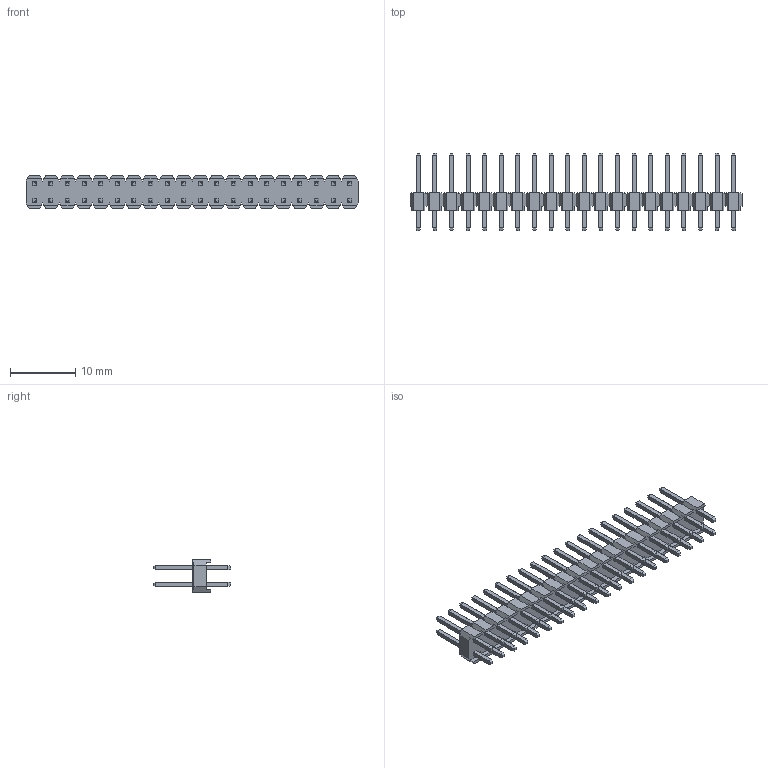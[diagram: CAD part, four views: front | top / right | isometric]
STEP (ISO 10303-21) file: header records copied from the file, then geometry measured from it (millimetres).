
FILE_DESCRIPTION (( 'STEP AP214' ), '1' );
FILE_NAME ('PLD-40.STEP', '2011-05-17T11:10:50', ( 'vpeshkov' ), ( 'licard' ), 'SwSTEP 2.0', 'SolidWorks 2009', '' );
FILE_SCHEMA (( 'AUTOMOTIVE_DESIGN' ));
Length unit declared in the file: millimetre
Products named in the file (1): PLD-40
Bounding box: 50.8 x 11.8 x 5.08 mm (x, y, z)
Volume: 676.4 mm3; surface area: 1908.3 mm2
Topology: 1 solids, 1 shells, 1004 faces, 2446 edges, 1524 vertices
Faces by surface type: plane 1004
Entity records: 36324 total; most frequent: CARTESIAN_POINT 4975, ORIENTED_EDGE 4892, DIRECTION 4456, EDGE_CURVE 2446, VECTOR 2446, LINE 2446, VERTEX_POINT 1524, EDGE_LOOP 1084
